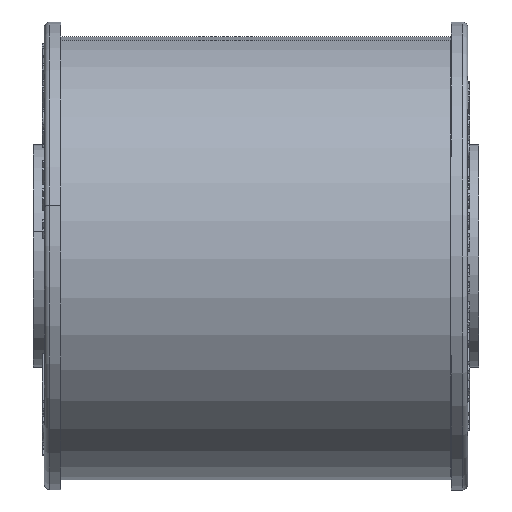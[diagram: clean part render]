
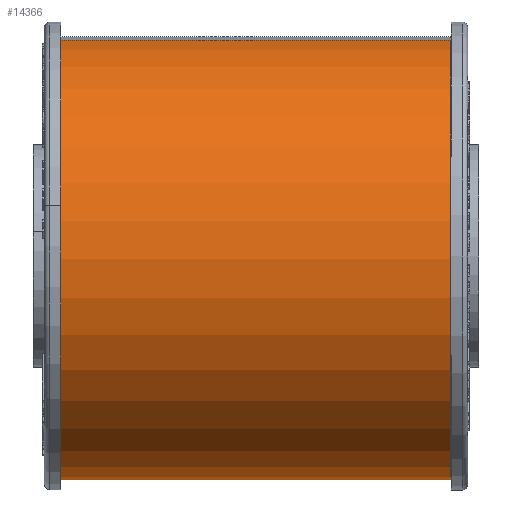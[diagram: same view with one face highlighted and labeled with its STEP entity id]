
A CAD part, left-side view. The second image highlights one B-rep face of the part: STEP entity #14366.
In plain terms, the highlighted cylindrical face has radius 19.887 mm (diameter 39.775 mm), a partial arc.
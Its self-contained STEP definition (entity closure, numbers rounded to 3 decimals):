
#1035 = EDGE_CURVE ( 'NONE', #14418, #22242, #15649, .T. ) ;
#2572 = CARTESIAN_POINT ( 'NONE',  ( -20.1, 35., 0. ) ) ;
#3920 = CARTESIAN_POINT ( 'NONE',  ( 19.675, 35., 0. ) ) ;
#4086 = ORIENTED_EDGE ( 'NONE', *, *, #7515, .F. ) ;
#4091 = DIRECTION ( 'NONE',  ( 1., 0., 0. ) ) ;
#5122 = AXIS2_PLACEMENT_3D ( 'NONE', #18602, #19083, #13158 ) ;
#5759 = AXIS2_PLACEMENT_3D ( 'NONE', #6269, #20667, #4091 ) ;
#6269 = CARTESIAN_POINT ( 'NONE',  ( -0.213, 35., 0. ) ) ;
#6659 = CARTESIAN_POINT ( 'NONE',  ( 19.675, 0., 0. ) ) ;
#7075 = DIRECTION ( 'NONE',  ( 0., -1., 0. ) ) ;
#7515 = EDGE_CURVE ( 'NONE', #20009, #22242, #8719, .T. ) ;
#8112 = CARTESIAN_POINT ( 'NONE',  ( -20.1, 0., 0. ) ) ;
#8719 = CIRCLE ( 'NONE', #14149, 19.887 ) ;
#10828 = LINE ( 'NONE', #12989, #14370 ) ;
#11167 = DIRECTION ( 'NONE',  ( 1., 0., 0. ) ) ;
#11401 = ORIENTED_EDGE ( 'NONE', *, *, #1035, .T. ) ;
#11622 = DIRECTION ( 'NONE',  ( 0., -1., 0. ) ) ;
#12951 = EDGE_CURVE ( 'NONE', #14117, #20009, #10828, .T. ) ;
#12983 = CARTESIAN_POINT ( 'NONE',  ( -0.213, 0., 0. ) ) ;
#12989 = CARTESIAN_POINT ( 'NONE',  ( 19.675, 35., 0. ) ) ;
#13158 = DIRECTION ( 'NONE',  ( 0., 0., -1. ) ) ;
#13238 = EDGE_CURVE ( 'NONE', #14117, #14418, #18519, .T. ) ;
#13511 = CYLINDRICAL_SURFACE ( 'NONE', #5122, 19.887 ) ;
#14117 = VERTEX_POINT ( 'NONE', #3920 ) ;
#14149 = AXIS2_PLACEMENT_3D ( 'NONE', #12983, #7075, #11167 ) ;
#14366 = ADVANCED_FACE ( 'NONE', ( #17249 ), #13511, .T. ) ;
#14370 = VECTOR ( 'NONE', #11622, 1000. ) ;
#14418 = VERTEX_POINT ( 'NONE', #15683 ) ;
#15190 = ORIENTED_EDGE ( 'NONE', *, *, #12951, .F. ) ;
#15404 = DIRECTION ( 'NONE',  ( 0., -1., 0. ) ) ;
#15649 = LINE ( 'NONE', #2572, #21513 ) ;
#15683 = CARTESIAN_POINT ( 'NONE',  ( -20.1, 35., 0. ) ) ;
#17249 = FACE_OUTER_BOUND ( 'NONE', #23377, .T. ) ;
#18519 = CIRCLE ( 'NONE', #5759, 19.887 ) ;
#18602 = CARTESIAN_POINT ( 'NONE',  ( -0.213, 35., 0. ) ) ;
#19083 = DIRECTION ( 'NONE',  ( 0., -1., 0. ) ) ;
#20009 = VERTEX_POINT ( 'NONE', #6659 ) ;
#20667 = DIRECTION ( 'NONE',  ( 0., -1., 0. ) ) ;
#21513 = VECTOR ( 'NONE', #15404, 1000. ) ;
#22242 = VERTEX_POINT ( 'NONE', #8112 ) ;
#22321 = ORIENTED_EDGE ( 'NONE', *, *, #13238, .T. ) ;
#23377 = EDGE_LOOP ( 'NONE', ( #4086, #15190, #22321, #11401 ) ) ;
